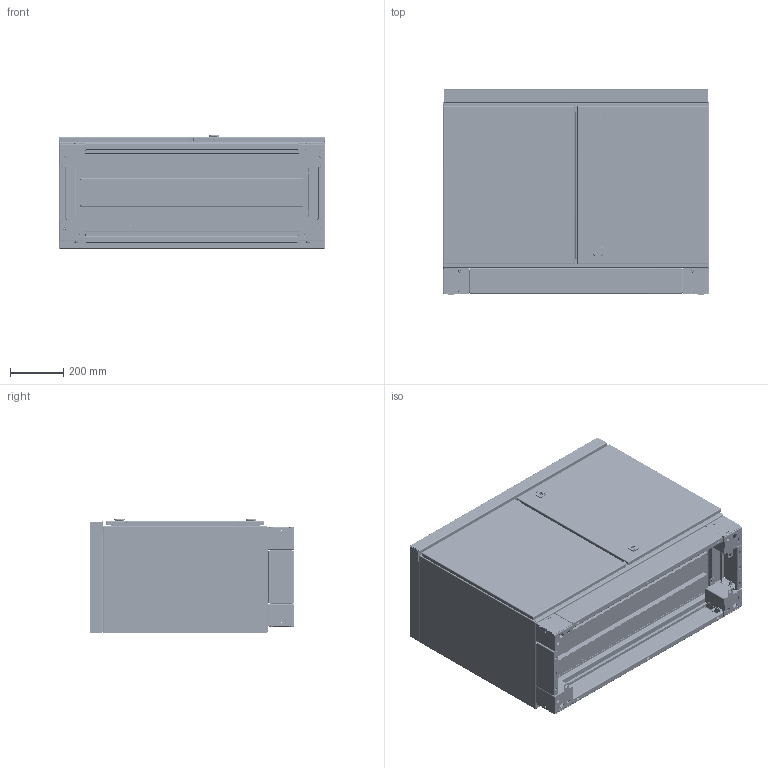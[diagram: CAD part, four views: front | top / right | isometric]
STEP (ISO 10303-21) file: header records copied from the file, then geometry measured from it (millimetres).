
FILE_DESCRIPTION (( 'STEP AP214' ), '1' );
FILE_NAME ('570.400.STEP', '2025-12-02T06:37:58', ( '' ), ( '' ), 'SwSTEP 2.0', 'SolidWorks 2021', '' );
FILE_SCHEMA (( 'AUTOMOTIVE_DESIGN' ));
Length unit declared in the file: millimetre
Products named in the file (52): 58.000.060.00; Çàìîê íà íàäñòðîéêó; 剒蜲錪; din_6798_a_8_4-fst.stp; 710.140; Ïðîñòàâêà Ì8 14ìì; Çàêëåïêà ðåçüáîâàÿ Ì8 øåñòèãðàííàÿ ñ óìåíüøåííûì áîðòîì; 570.400; 57.000.060.40-08; 57.100.060.00-04 捘; Øàðíèð âíåøíÿÿ ÷àñòü; 57.100.000.40-03; 57.100.000.00-152; Ëè÷èíêà; Óïëîòíèòåëü; Øïèëüêà ïðèâàðíàÿ Ì8õ25; 57.100.060.40-02 捘; 57.100.060.00-01-02 捘; 10.000.060.00-06.; Øàðíèð ïðèâàðíàÿ ÷àñòü; Øïèëüêà ïðèâàðíàÿ Ì6õ16; 57.100.060.00-02; Ãàéêà M8 DIN6923.step; 絊膰錪 W1000H100D400; 57.000.060.40-07; 57.100.060.00-01-01 捘; Ñêîáà; 630.101; 708.000.02-2; Âèíò Ì5õ10 ñ ïîëóêð. ãîëîâêîé; Ãàñêåòèíã äâåðè W1000H600; Âèíò Ì6õ16 ìåáåëüíûé; Ëåíòà óïëîòíèòåëüíàÿ Í600; 708.100.03; 57.100.060.00-04; 58.100.060.00-01-02; 57.100.000.00-151; 57.100.000.40-03 捘; 708.100; 710.110 ...
Assembly tree (164 placements, depth 4):
  570.400
    57.100.060.40-02 捘
      57.100.060.00-02
      57.000.060.40-07
      57.000.060.40-08
      57.100.000.00-151
      57.100.000.00-152
      Çàêëåïêà ðåçüáîâàÿ Ì8 øåñòèãðàííàÿ ñ óìåíüøåííûì áîðòîì  x8
      Øïèëüêà ïðèâàðíàÿ Ì8õ25  x6
      Øïèëüêà ïðèâàðíàÿ Ì6õ16  x10
    絊膰錪 W1000H100D400
      708.100  x4
        708.000.02
        708.100.01
        708.100.03
        708.000.02-2
        Çàêëåïêà ðåçüáîâàÿ Ì6 øåñòèãðàííàÿ ñ óìåíüøåííûì áîðòîì
        Âèíò Ì6õ16 ìåáåëüíûé
      710.110  x2
        710.110 眈翴錪
        Çàêëåïêà ðåçüáîâàÿ Ì6 øåñòèãðàííàÿ ñ óìåíüøåííûì áîðòîì
      710.140  x2
        710.140 眈翴錪
        Çàêëåïêà ðåçüáîâàÿ Ì6 øåñòèãðàííàÿ ñ óìåíüøåííûì áîðòîì
    57.100.060.00-04 捘
      57.100.060.00-04
      Çàêëåïêà ðåçüáîâàÿ Ì6 øåñòèãðàííàÿ ñ óìåíüøåííûì áîðòîì  x4
    630.101  x3
    58.000.060.00  x4
    Ïðîñòàâêà Ì8 14ìì  x6
    Âòóëêà øàðíèðà  x4
    Øàðíèð âíåøíÿÿ ÷àñòü  x4
    Øàðíèð îòâåòíàÿ ÷àñòü  x4
    妈眚 DIN 912-󋔉6-Zn  x11
    Øàéáà îöèíêîâàííàÿ Ì8  x11
    Ãàéêà M8 DIN6923.step  x16
    Ãàéêà M6 DIN6923.step  x8
    din_6798_a_8_4-fst.stp
    Âèíò Ì5õ10 ñ ïîëóêð. ãîëîâêîé  x2
    57.100.060.00-01-02 捘
      58.100.060.00-01-02
      Øïèëüêà ïðèâàðíàÿ Ì6õ16  x2
      Øàðíèð ïðèâàðíàÿ ÷àñòü  x2
      Ëåíòà óïëîòíèòåëüíàÿ Í600  x2
      Ãàñêåòèíã äâåðè W1000H600
      10.000.060.00-06.  x2
    57.100.060.00-01-01 捘
      58.100.060.00-01-01
      Øïèëüêà ïðèâàðíàÿ Ì6õ16  x2
      Øàðíèð ïðèâàðíàÿ ÷àñòü  x2
      Ãàñêåòèíã äâåðè W1000H600
      10.000.060.00-06.  x2
    Çàìîê íà íàäñòðîéêó  x2
      Êîðïóñ ñ ëîãîòèïîì
      Ëè÷èíêà
      剒蜲錪
      Ñêîáà
      Óïëîòíèòåëü
    57.100.000.40-03 捘
      57.100.000.40-03
Bounding box: 1000.5 x 770.8 x 425.95 mm (x, y, z)
Volume: 7556122.6 mm3; surface area: 9339699.7 mm2
Topology: 183 solids, 183 shells, 10502 faces, 27565 edges, 17561 vertices
Faces by surface type: plane 4787, cylinder 4376, cone 608, bspline 399, torus 328, sphere 4
Entity records: 150476 total; most frequent: CARTESIAN_POINT 54968, ORIENTED_EDGE 20292, DIRECTION 16273, EDGE_CURVE 10146, VERTEX_POINT 6449, AXIS2_PLACEMENT_3D 5564, VECTOR 5145, LINE 5145
